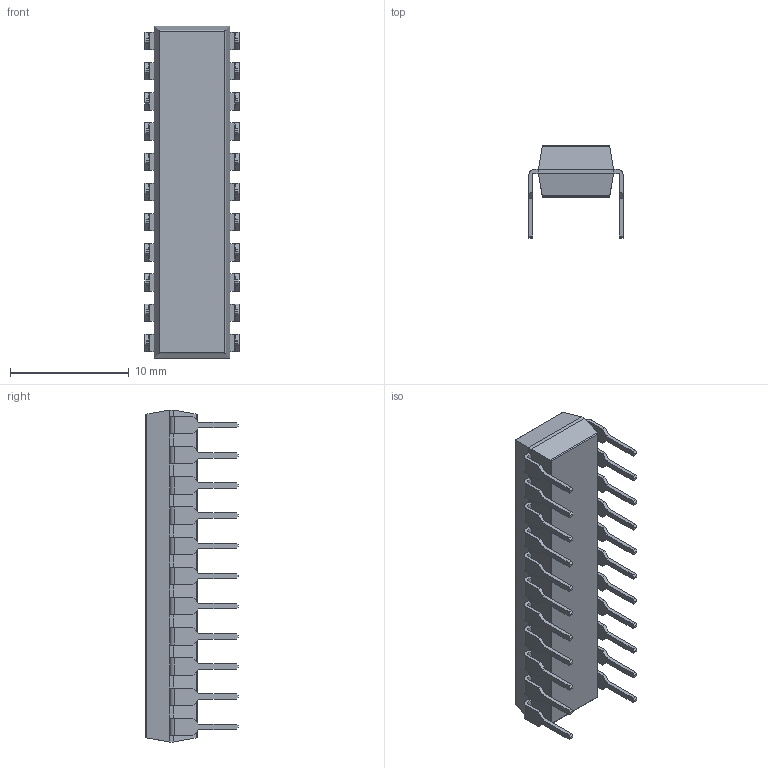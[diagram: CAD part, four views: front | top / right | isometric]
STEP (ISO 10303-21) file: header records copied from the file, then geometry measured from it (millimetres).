
FILE_DESCRIPTION (( 'STEP AP214' ), '1' );
FILE_NAME ('DIP22-300.step', '2011-03-01T19:51:50', ( 'iLLuSioN' ), ( 'Home' ), 'SwSTEP 2.0', 'SolidWorks 2009', '' );
FILE_SCHEMA (( 'AUTOMOTIVE_DESIGN' ));
Length unit declared in the file: millimetre
Products named in the file (1): DIP22-300
Bounding box: 7.92 x 7.75 x 27.94 mm (x, y, z)
Volume: 750.3 mm3; surface area: 909.7 mm2
Topology: 1 solids, 1 shells, 378 faces, 1024 edges, 648 vertices
Faces by surface type: plane 323, cylinder 55
Entity records: 15795 total; most frequent: CARTESIAN_POINT 2111, ORIENTED_EDGE 2048, DIRECTION 1862, EDGE_CURVE 1024, VECTOR 920, LINE 920, VERTEX_POINT 648, AXIS2_PLACEMENT_3D 471
